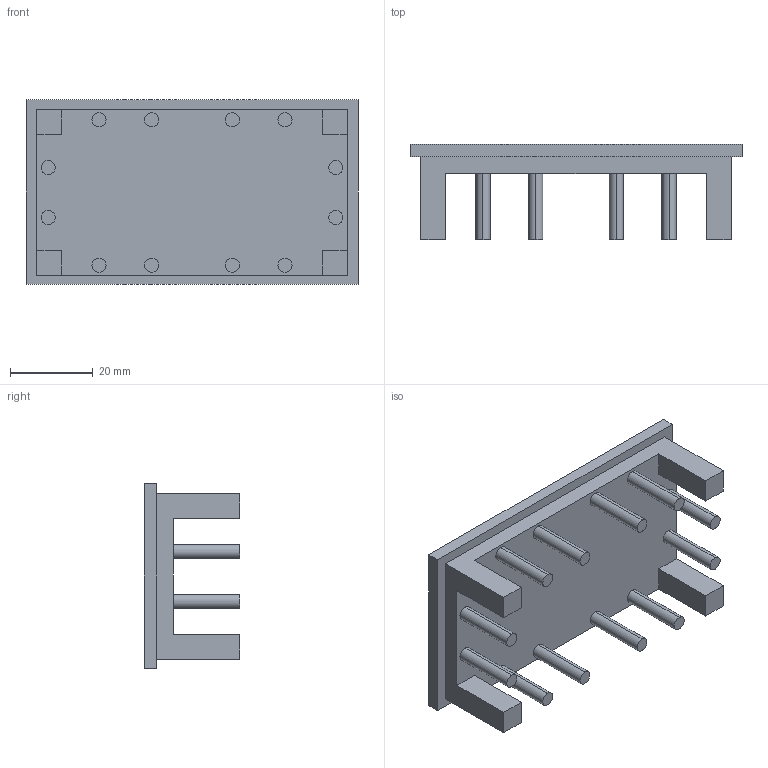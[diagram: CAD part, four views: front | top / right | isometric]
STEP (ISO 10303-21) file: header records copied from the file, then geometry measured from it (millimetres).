
FILE_DESCRIPTION (( 'STEP AP214' ), '1' );
FILE_NAME ('âåðõíåå ÌÎ-2.STEP', '2025-01-29T13:50:49', ( '' ), ( '' ), 'SwSTEP 2.0', 'SolidWorks 2022', '' );
FILE_SCHEMA (( 'AUTOMOTIVE_DESIGN' ));
Length unit declared in the file: millimetre
Products named in the file (1): верхнее МО-2
Bounding box: 80.19 x 23 x 44.61 mm (x, y, z)
Volume: 26779.6 mm3; surface area: 12410.5 mm2
Topology: 1 solids, 1 shells, 59 faces, 132 edges, 88 vertices
Faces by surface type: plane 35, cylinder 24
Entity records: 1688 total; most frequent: DIRECTION 300, CARTESIAN_POINT 280, ORIENTED_EDGE 264, EDGE_CURVE 132, AXIS2_PLACEMENT_3D 108, VERTEX_POINT 88, VECTOR 84, LINE 84
